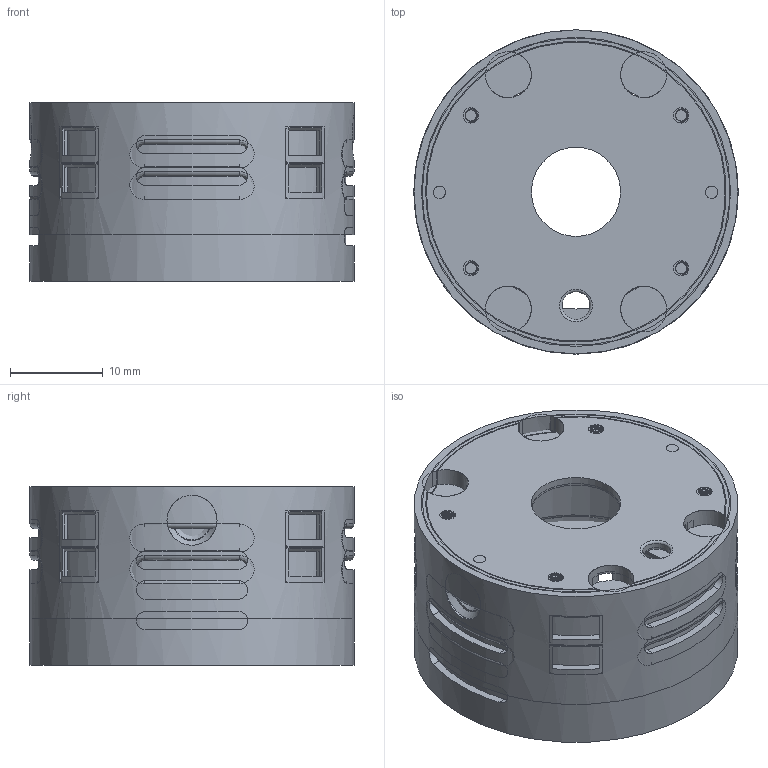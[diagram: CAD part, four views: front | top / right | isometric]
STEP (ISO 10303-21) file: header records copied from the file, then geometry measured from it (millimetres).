
FILE_DESCRIPTION(/* description */ (''),/* implementation_level */ '2;1');
FILE_NAME(/* name */ 'Secura-Speaker.step',/* time_stamp */ '2025-05-18T14:26:39-04:00',/* author */ (''),/* organization */ (''),/* preprocessor_version */ 'ST-DEVELOPER v20.1',/* originating_system */ 'Autodesk Translation Framework v14.4.0.0',/* authorisation */ '');
FILE_SCHEMA (('AUTOMOTIVE_DESIGN { 1 0 10303 214 3 1 1 }'));
Length unit declared in the file: millimetre
Products named in the file (1): Secura-Speaker
Bounding box: 34.9 x 34.9 x 19.2 mm (x, y, z)
Volume: 10403.4 mm3; surface area: 16417.8 mm2
Topology: 4 solids, 4 shells, 506 faces, 1536 edges, 1014 vertices
Faces by surface type: cylinder 267, plane 155, bspline 36, cone 27, torus 21
Full cylindrical faces by diameter (mm): 1.221 x26, 1.454 x34, 1.654 x4, 1.986 x4, 2.8 x4, 2.845 x10, 3 x2, 5.385 x2, 9.6 x2, 25.2 x1, 30.4 x1, 31.4 x1, 32.2 x1, 32.4 x1, 33.1 x1, 33.3 x1, 34.9 x2
Entity records: 31089 total; most frequent: CARTESIAN_POINT 17872, ORIENTED_EDGE 3072, DIRECTION 2367, EDGE_CURVE 1536, VERTEX_POINT 1014, AXIS2_PLACEMENT_3D 927, EDGE_LOOP 610, B_SPLINE_CURVE_WITH_KNOTS 535
